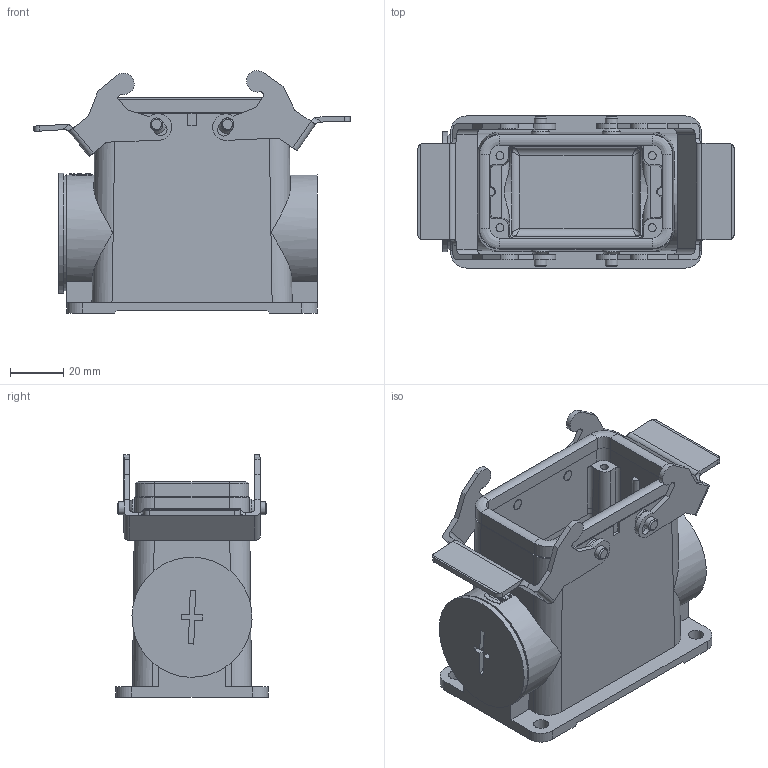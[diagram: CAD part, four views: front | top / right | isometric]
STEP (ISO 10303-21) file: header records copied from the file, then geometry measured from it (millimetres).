
FILE_DESCRIPTION((''),'2;1');
FILE_NAME('04300100278.stp','2020-07-07T14:12:50',('e.eickhoff'),(''),'Autodesk Inventor 2012','Autodesk Inventor 2012','');
FILE_SCHEMA(('AUTOMOTIVE_DESIGN { 1 0 10303 214 1 1 1 1 }'));
Length unit declared in the file: millimetre
Products named in the file (4): 04300100278; Metallbügel Quer; KBRM40
Assembly tree (4 placements, depth 2):
  04300100278
    04300100278
    Metallbügel Quer  x2
    KBRM40
Bounding box: 118.56 x 57 x 90.91 mm (x, y, z)
Volume: 108439.1 mm3; surface area: 60662.8 mm2
Topology: 4 solids, 4 shells, 425 faces, 1110 edges, 722 vertices
Faces by surface type: plane 243, cylinder 151, cone 20, bspline 6, torus 5
Full cylindrical faces by diameter (mm): 3 x4, 4 x4, 4.8 x4, 5.6 x4, 7 x4, 40.5 x2, 43 x1, 45 x1
Entity records: 12395 total; most frequent: CARTESIAN_POINT 2954, DIRECTION 1934, ORIENTED_EDGE 1832, EDGE_CURVE 916, AXIS2_PLACEMENT_3D 697, VERTEX_POINT 615, VECTOR 540, LINE 540
